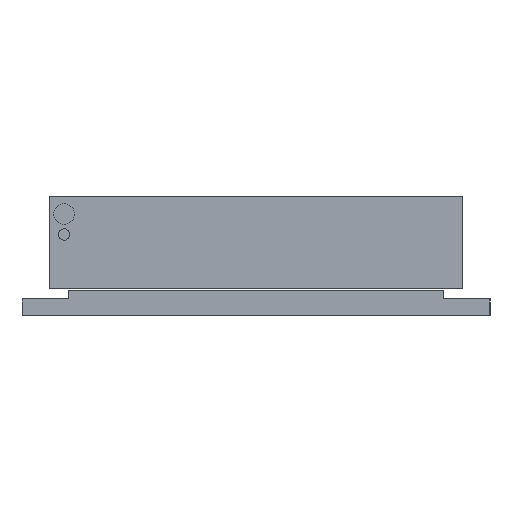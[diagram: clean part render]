
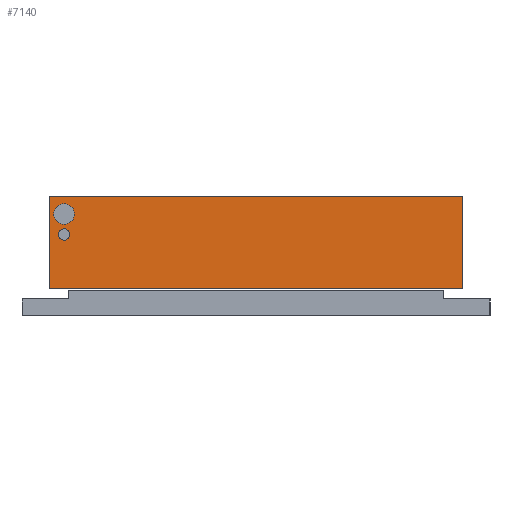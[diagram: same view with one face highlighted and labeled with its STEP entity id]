
A CAD part, left-side view. The second image highlights one B-rep face of the part: STEP entity #7140.
In plain terms, the highlighted planar face has unit normal (-1, 0, 0).
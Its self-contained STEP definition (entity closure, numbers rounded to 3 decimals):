
#204 = VERTEX_POINT ( 'NONE', #1857 ) ;
#513 = CARTESIAN_POINT ( 'NONE',  ( -182., -102.5, 9.5 ) ) ;
#631 = CARTESIAN_POINT ( 'NONE',  ( -182., -102.5, 23.4 ) ) ;
#663 = AXIS2_PLACEMENT_3D ( 'NONE', #5334, #1351, #2607 ) ;
#681 = CARTESIAN_POINT ( 'NONE',  ( -182., 110.5, 49.3 ) ) ;
#772 = FACE_BOUND ( 'NONE', #1519, .T. ) ;
#1015 = CIRCLE ( 'NONE', #2837, 5.5 ) ;
#1016 = CARTESIAN_POINT ( 'NONE',  ( -182., -102.5, 4. ) ) ;
#1074 = CARTESIAN_POINT ( 'NONE',  ( -182., 110.5, 49.3 ) ) ;
#1351 = DIRECTION ( 'NONE',  ( -1., 0., 0. ) ) ;
#1392 = EDGE_CURVE ( 'NONE', #5817, #204, #8358, .T. ) ;
#1474 = DIRECTION ( 'NONE',  ( -1., 0., 0. ) ) ;
#1519 = EDGE_LOOP ( 'NONE', ( #5283, #5089 ) ) ;
#1568 = VERTEX_POINT ( 'NONE', #631 ) ;
#1667 = EDGE_CURVE ( 'NONE', #7956, #6843, #1015, .T. ) ;
#1857 = CARTESIAN_POINT ( 'NONE',  ( -182., -110.5, 49.3 ) ) ;
#1955 = DIRECTION ( 'NONE',  ( 0., 0., -1. ) ) ;
#2021 = ORIENTED_EDGE ( 'NONE', *, *, #5897, .F. ) ;
#2114 = ORIENTED_EDGE ( 'NONE', *, *, #4840, .F. ) ;
#2122 = LINE ( 'NONE', #3386, #7937 ) ;
#2308 = CARTESIAN_POINT ( 'NONE',  ( -182., 110.5, 49.3 ) ) ;
#2508 = CARTESIAN_POINT ( 'NONE',  ( -182., -102.5, 20.4 ) ) ;
#2607 = DIRECTION ( 'NONE',  ( 0., 0., -1. ) ) ;
#2656 = DIRECTION ( 'NONE',  ( 0., 0., -1. ) ) ;
#2734 = DIRECTION ( 'NONE',  ( 0., 0., -1. ) ) ;
#2751 = AXIS2_PLACEMENT_3D ( 'NONE', #513, #5303, #2656 ) ;
#2837 = AXIS2_PLACEMENT_3D ( 'NONE', #7481, #1474, #7604 ) ;
#2906 = DIRECTION ( 'NONE',  ( 0., 0., -1. ) ) ;
#3167 = CIRCLE ( 'NONE', #2751, 5.5 ) ;
#3238 = EDGE_LOOP ( 'NONE', ( #5209, #2114, #6683, #7622 ) ) ;
#3261 = FACE_OUTER_BOUND ( 'NONE', #3238, .T. ) ;
#3386 = CARTESIAN_POINT ( 'NONE',  ( -182., -110.5, 49.3 ) ) ;
#3846 = EDGE_LOOP ( 'NONE', ( #2021, #6521 ) ) ;
#3952 = CIRCLE ( 'NONE', #6903, 3. ) ;
#4146 = CARTESIAN_POINT ( 'NONE',  ( -182., -110.5, 0. ) ) ;
#4249 = VECTOR ( 'NONE', #7037, 1000. ) ;
#4350 = VERTEX_POINT ( 'NONE', #7977 ) ;
#4381 = EDGE_CURVE ( 'NONE', #6843, #7956, #3167, .T. ) ;
#4472 = DIRECTION ( 'NONE',  ( 0., -1., 0. ) ) ;
#4510 = CARTESIAN_POINT ( 'NONE',  ( -182., -102.5, 15. ) ) ;
#4840 = EDGE_CURVE ( 'NONE', #204, #5627, #2122, .T. ) ;
#4971 = CARTESIAN_POINT ( 'NONE',  ( -182., 110.5, 49.3 ) ) ;
#5089 = ORIENTED_EDGE ( 'NONE', *, *, #4381, .F. ) ;
#5141 = LINE ( 'NONE', #7814, #6963 ) ;
#5209 = ORIENTED_EDGE ( 'NONE', *, *, #6660, .T. ) ;
#5283 = ORIENTED_EDGE ( 'NONE', *, *, #1667, .F. ) ;
#5303 = DIRECTION ( 'NONE',  ( -1., 0., 0. ) ) ;
#5334 = CARTESIAN_POINT ( 'NONE',  ( -182., -102.5, 20.4 ) ) ;
#5627 = VERTEX_POINT ( 'NONE', #4146 ) ;
#5788 = DIRECTION ( 'NONE',  ( 0., 0., -1. ) ) ;
#5817 = VERTEX_POINT ( 'NONE', #2308 ) ;
#5897 = EDGE_CURVE ( 'NONE', #7784, #1568, #5987, .T. ) ;
#5987 = CIRCLE ( 'NONE', #663, 3. ) ;
#6050 = VECTOR ( 'NONE', #2906, 1000. ) ;
#6279 = LINE ( 'NONE', #4971, #6050 ) ;
#6521 = ORIENTED_EDGE ( 'NONE', *, *, #7965, .F. ) ;
#6660 = EDGE_CURVE ( 'NONE', #4350, #5627, #5141, .T. ) ;
#6683 = ORIENTED_EDGE ( 'NONE', *, *, #1392, .F. ) ;
#6730 = DIRECTION ( 'NONE',  ( 1., 0., 0. ) ) ;
#6770 = AXIS2_PLACEMENT_3D ( 'NONE', #681, #6730, #1955 ) ;
#6780 = PLANE ( 'NONE',  #6770 ) ;
#6843 = VERTEX_POINT ( 'NONE', #4510 ) ;
#6903 = AXIS2_PLACEMENT_3D ( 'NONE', #2508, #6982, #5788 ) ;
#6963 = VECTOR ( 'NONE', #4472, 1000. ) ;
#6982 = DIRECTION ( 'NONE',  ( -1., 0., 0. ) ) ;
#7037 = DIRECTION ( 'NONE',  ( 0., -1., 0. ) ) ;
#7140 = ADVANCED_FACE ( 'NONE', ( #7397, #772, #3261 ), #6780, .F. ) ;
#7397 = FACE_BOUND ( 'NONE', #3846, .T. ) ;
#7481 = CARTESIAN_POINT ( 'NONE',  ( -182., -102.5, 9.5 ) ) ;
#7604 = DIRECTION ( 'NONE',  ( 0., 0., -1. ) ) ;
#7622 = ORIENTED_EDGE ( 'NONE', *, *, #7792, .T. ) ;
#7784 = VERTEX_POINT ( 'NONE', #8303 ) ;
#7792 = EDGE_CURVE ( 'NONE', #5817, #4350, #6279, .T. ) ;
#7814 = CARTESIAN_POINT ( 'NONE',  ( -182., 110.5, 0. ) ) ;
#7937 = VECTOR ( 'NONE', #2734, 1000. ) ;
#7956 = VERTEX_POINT ( 'NONE', #1016 ) ;
#7965 = EDGE_CURVE ( 'NONE', #1568, #7784, #3952, .T. ) ;
#7977 = CARTESIAN_POINT ( 'NONE',  ( -182., 110.5, 0. ) ) ;
#8303 = CARTESIAN_POINT ( 'NONE',  ( -182., -102.5, 17.4 ) ) ;
#8358 = LINE ( 'NONE', #1074, #4249 ) ;
